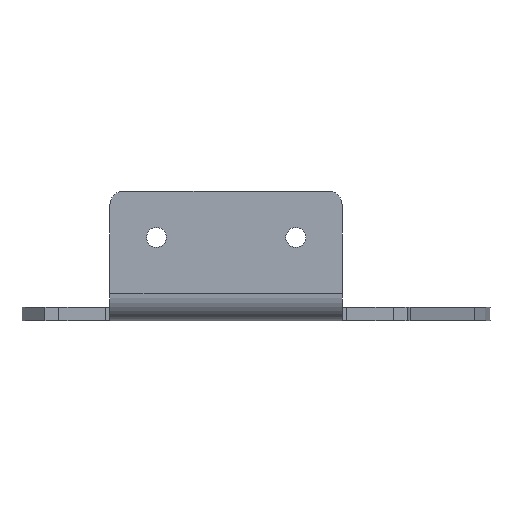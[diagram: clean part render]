
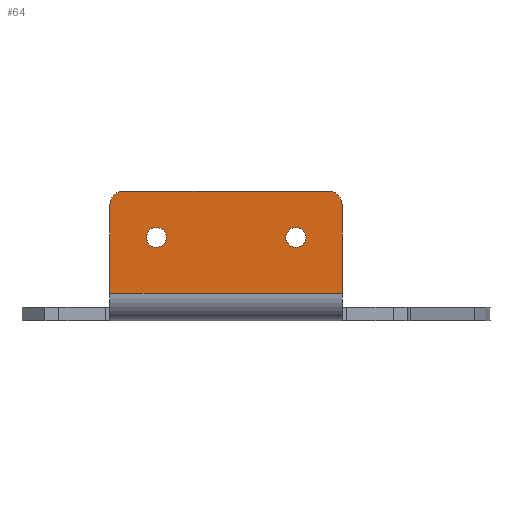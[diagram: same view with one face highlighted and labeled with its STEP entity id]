
A CAD part, left-side view. The second image highlights one B-rep face of the part: STEP entity #64.
In plain terms, the highlighted planar face has unit normal (-1, 0, 0).
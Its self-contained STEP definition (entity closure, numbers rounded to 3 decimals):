
#19 = CARTESIAN_POINT ( 'NONE',  ( -60., -6., 12.85 ) ) ;
#59 = DIRECTION ( 'NONE',  ( 0., 0., 1. ) ) ;
#64 = ADVANCED_FACE ( 'NONE', ( #258, #928, #476 ), #2404, .F. ) ;
#111 = DIRECTION ( 'NONE',  ( 0., 0., 1. ) ) ;
#158 = EDGE_CURVE ( 'NONE', #2695, #2765, #2359, .T. ) ;
#168 = VERTEX_POINT ( 'NONE', #1755 ) ;
#169 = CARTESIAN_POINT ( 'NONE',  ( -60., -16., 3. ) ) ;
#218 = CIRCLE ( 'NONE', #2269, 2.15 ) ;
#223 = ORIENTED_EDGE ( 'NONE', *, *, #2782, .F. ) ;
#233 = DIRECTION ( 'NONE',  ( 0., -1., 0. ) ) ;
#251 = EDGE_CURVE ( 'NONE', #2915, #2629, #316, .T. ) ;
#258 = FACE_BOUND ( 'NONE', #1763, .T. ) ;
#270 = VERTEX_POINT ( 'NONE', #2928 ) ;
#281 = DIRECTION ( 'NONE',  ( -1., 0., 0. ) ) ;
#316 = CIRCLE ( 'NONE', #1716, 2.15 ) ;
#361 = CARTESIAN_POINT ( 'NONE',  ( -60., 34., 3. ) ) ;
#375 = LINE ( 'NONE', #361, #2054 ) ;
#415 = AXIS2_PLACEMENT_3D ( 'NONE', #1227, #1923, #685 ) ;
#476 = FACE_OUTER_BOUND ( 'NONE', #1101, .T. ) ;
#610 = DIRECTION ( 'NONE',  ( -1., 0., 0. ) ) ;
#657 = VERTEX_POINT ( 'NONE', #169 ) ;
#659 = CARTESIAN_POINT ( 'NONE',  ( -60., 24., 17.15 ) ) ;
#685 = DIRECTION ( 'NONE',  ( 0., 0., -1. ) ) ;
#701 = VECTOR ( 'NONE', #2657, 1000. ) ;
#776 = EDGE_LOOP ( 'NONE', ( #977, #1814 ) ) ;
#779 = DIRECTION ( 'NONE',  ( 0., 0., 1. ) ) ;
#789 = CARTESIAN_POINT ( 'NONE',  ( -60., 34., 22. ) ) ;
#867 = CIRCLE ( 'NONE', #3016, 2.15 ) ;
#887 = VERTEX_POINT ( 'NONE', #1700 ) ;
#928 = FACE_BOUND ( 'NONE', #776, .T. ) ;
#943 = DIRECTION ( 'NONE',  ( -1., 0., 0. ) ) ;
#977 = ORIENTED_EDGE ( 'NONE', *, *, #1603, .F. ) ;
#982 = CARTESIAN_POINT ( 'NONE',  ( -60., 34., 0. ) ) ;
#991 = VERTEX_POINT ( 'NONE', #19 ) ;
#992 = DIRECTION ( 'NONE',  ( -1., 0., 0. ) ) ;
#1042 = ORIENTED_EDGE ( 'NONE', *, *, #2743, .F. ) ;
#1078 = AXIS2_PLACEMENT_3D ( 'NONE', #3068, #1903, #1291 ) ;
#1101 = EDGE_LOOP ( 'NONE', ( #1042, #2676, #1857, #1961, #223, #3046 ) ) ;
#1126 = CIRCLE ( 'NONE', #1822, 3. ) ;
#1214 = EDGE_CURVE ( 'NONE', #168, #2765, #1988, .T. ) ;
#1216 = CARTESIAN_POINT ( 'NONE',  ( -60., 24., 12.85 ) ) ;
#1227 = CARTESIAN_POINT ( 'NONE',  ( -60., 0., 0. ) ) ;
#1236 = VERTEX_POINT ( 'NONE', #1702 ) ;
#1291 = DIRECTION ( 'NONE',  ( 0., 0., -1. ) ) ;
#1301 = ORIENTED_EDGE ( 'NONE', *, *, #251, .F. ) ;
#1338 = DIRECTION ( 'NONE',  ( 0., 1., 0. ) ) ;
#1375 = EDGE_CURVE ( 'NONE', #1236, #270, #1126, .T. ) ;
#1450 = CIRCLE ( 'NONE', #2593, 2.15 ) ;
#1455 = DIRECTION ( 'NONE',  ( 0., 0., 1. ) ) ;
#1527 = DIRECTION ( 'NONE',  ( -1., 0., 0. ) ) ;
#1603 = EDGE_CURVE ( 'NONE', #887, #991, #218, .T. ) ;
#1663 = LINE ( 'NONE', #2614, #1844 ) ;
#1700 = CARTESIAN_POINT ( 'NONE',  ( -60., -6., 17.15 ) ) ;
#1702 = CARTESIAN_POINT ( 'NONE',  ( -60., -16., 22. ) ) ;
#1716 = AXIS2_PLACEMENT_3D ( 'NONE', #2654, #1527, #59 ) ;
#1755 = CARTESIAN_POINT ( 'NONE',  ( -60., 34., 3. ) ) ;
#1763 = EDGE_LOOP ( 'NONE', ( #2417, #1301 ) ) ;
#1814 = ORIENTED_EDGE ( 'NONE', *, *, #2370, .F. ) ;
#1822 = AXIS2_PLACEMENT_3D ( 'NONE', #1905, #943, #2568 ) ;
#1844 = VECTOR ( 'NONE', #233, 1000. ) ;
#1857 = ORIENTED_EDGE ( 'NONE', *, *, #1214, .F. ) ;
#1865 = VECTOR ( 'NONE', #1455, 1000. ) ;
#1903 = DIRECTION ( 'NONE',  ( -1., 0., 0. ) ) ;
#1905 = CARTESIAN_POINT ( 'NONE',  ( -60., -13., 22. ) ) ;
#1923 = DIRECTION ( 'NONE',  ( 1., 0., 0. ) ) ;
#1944 = DIRECTION ( 'NONE',  ( 0., 0., 1. ) ) ;
#1961 = ORIENTED_EDGE ( 'NONE', *, *, #2112, .F. ) ;
#1988 = LINE ( 'NONE', #982, #1865 ) ;
#2014 = CARTESIAN_POINT ( 'NONE',  ( -60., -6., 15. ) ) ;
#2054 = VECTOR ( 'NONE', #1338, 1000. ) ;
#2112 = EDGE_CURVE ( 'NONE', #657, #168, #375, .T. ) ;
#2175 = CARTESIAN_POINT ( 'NONE',  ( -60., 24., 15. ) ) ;
#2269 = AXIS2_PLACEMENT_3D ( 'NONE', #2510, #610, #111 ) ;
#2359 = CIRCLE ( 'NONE', #1078, 3. ) ;
#2370 = EDGE_CURVE ( 'NONE', #991, #887, #1450, .T. ) ;
#2404 = PLANE ( 'NONE',  #415 ) ;
#2417 = ORIENTED_EDGE ( 'NONE', *, *, #3101, .F. ) ;
#2510 = CARTESIAN_POINT ( 'NONE',  ( -60., -6., 15. ) ) ;
#2568 = DIRECTION ( 'NONE',  ( 0., 0., -1. ) ) ;
#2593 = AXIS2_PLACEMENT_3D ( 'NONE', #2014, #281, #779 ) ;
#2614 = CARTESIAN_POINT ( 'NONE',  ( -60., 34., 25. ) ) ;
#2629 = VERTEX_POINT ( 'NONE', #659 ) ;
#2644 = CARTESIAN_POINT ( 'NONE',  ( -60., -16., 25. ) ) ;
#2654 = CARTESIAN_POINT ( 'NONE',  ( -60., 24., 15. ) ) ;
#2657 = DIRECTION ( 'NONE',  ( 0., 0., -1. ) ) ;
#2676 = ORIENTED_EDGE ( 'NONE', *, *, #158, .T. ) ;
#2677 = LINE ( 'NONE', #2644, #701 ) ;
#2695 = VERTEX_POINT ( 'NONE', #3074 ) ;
#2743 = EDGE_CURVE ( 'NONE', #2695, #270, #1663, .T. ) ;
#2765 = VERTEX_POINT ( 'NONE', #789 ) ;
#2782 = EDGE_CURVE ( 'NONE', #1236, #657, #2677, .T. ) ;
#2915 = VERTEX_POINT ( 'NONE', #1216 ) ;
#2928 = CARTESIAN_POINT ( 'NONE',  ( -60., -13., 25. ) ) ;
#3016 = AXIS2_PLACEMENT_3D ( 'NONE', #2175, #992, #1944 ) ;
#3046 = ORIENTED_EDGE ( 'NONE', *, *, #1375, .T. ) ;
#3068 = CARTESIAN_POINT ( 'NONE',  ( -60., 31., 22. ) ) ;
#3074 = CARTESIAN_POINT ( 'NONE',  ( -60., 31., 25. ) ) ;
#3101 = EDGE_CURVE ( 'NONE', #2629, #2915, #867, .T. ) ;
